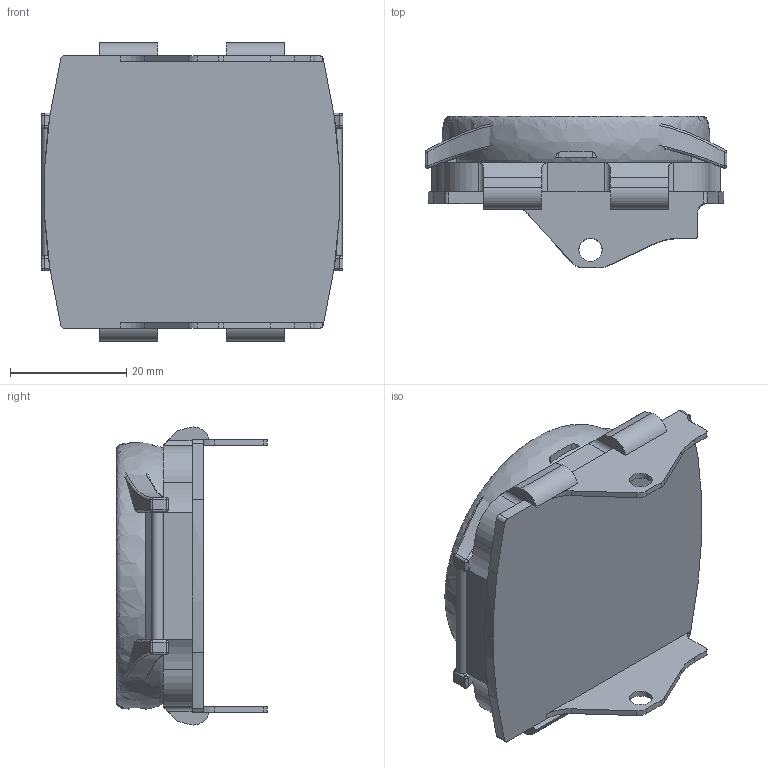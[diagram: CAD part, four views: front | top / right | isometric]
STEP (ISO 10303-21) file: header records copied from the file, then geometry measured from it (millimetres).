
FILE_DESCRIPTION(/* description */ (''),/* implementation_level */ '2;1');
FILE_NAME(/* name */ 'Twyst v1 v4.step',/* time_stamp */ '2025-10-22T20:47:54+03:00',/* author */ (''),/* organization */ (''),/* preprocessor_version */ 'ST-DEVELOPER v20.1',/* originating_system */ 'Autodesk Translation Framework v14.17.0.0',/* authorisation */ '');
FILE_SCHEMA (('AUTOMOTIVE_DESIGN { 1 0 10303 214 3 1 1 }'));
Length unit declared in the file: millimetre
Products named in the file (23): Twyst v1; Smartwatch; Bullys; pcbBully; pcbBully2; pcbBully3; pcbBully4; MagnetBully1; PinBully2; SpeekerCase; MagnetBully2; PinBully1; Micro; SpeakerArcPlane; Motor; ClickButton; Arms; Fillet; #36351; #36352; #36353; Clock; clock_1
Assembly tree (22 placements, depth 4):
  Twyst v1
    Smartwatch
      Bullys
        pcbBully
        pcbBully2
        pcbBully3
        pcbBully4
        MagnetBully1
        PinBully2
        SpeekerCase
        MagnetBully2
        PinBully1
        Micro
        SpeakerArcPlane
        Motor
        ClickButton
      Arms
        Fillet
        #36351
        #36352
        #36353
      Clock
        clock_1
Bounding box: 52 x 26.02 x 51.38 mm (x, y, z)
Volume: 16203.8 mm3; surface area: 23402.7 mm2
Topology: 25 solids, 25 shells, 534 faces, 1299 edges, 822 vertices
Faces by surface type: cylinder 195, bspline 172, plane 161, sphere 4, cone 2
Full cylindrical faces by diameter (mm): 0.5 x1, 0.7 x1, 1 x5, 1.2 x4, 1.269 x44, 1.8 x2, 2.5 x4, 3 x2, 3.5 x2, 4 x5, 5 x1, 41.6 x1, 43.6 x2
Entity records: 36346 total; most frequent: CARTESIAN_POINT 24409, ORIENTED_EDGE 2590, DIRECTION 1895, EDGE_CURVE 1295, VERTEX_POINT 822, AXIS2_PLACEMENT_3D 645, LINE 605, VECTOR 605
